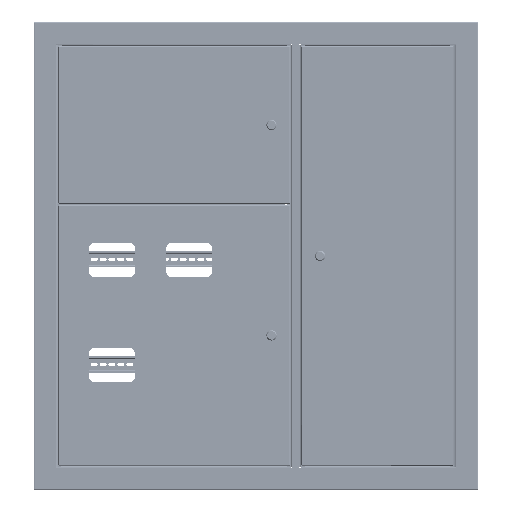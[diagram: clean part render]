
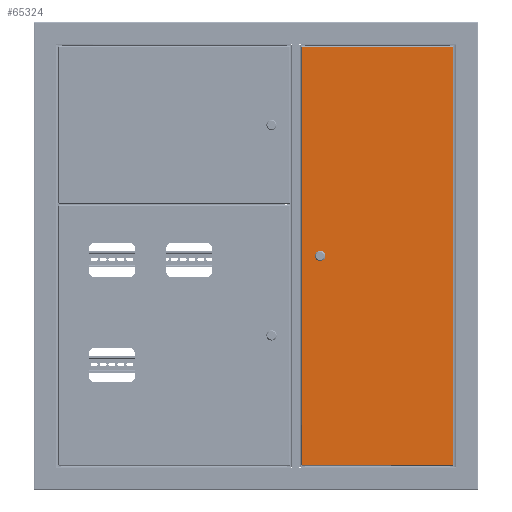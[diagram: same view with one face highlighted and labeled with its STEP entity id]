
A CAD part, top view. The second image highlights one B-rep face of the part: STEP entity #65324.
In plain terms, the highlighted planar face has unit normal (0, 0, 1).
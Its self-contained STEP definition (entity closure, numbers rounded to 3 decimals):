
#2247 = CIRCLE ( 'NONE', #70762, 9.25 ) ;
#2285 = CARTESIAN_POINT ( 'NONE',  ( 894.7, 324., 0. ) ) ;
#2416 = DIRECTION ( 'NONE',  ( -1., 0., 0. ) ) ;
#4776 = VECTOR ( 'NONE', #26201, 1000. ) ;
#5222 = LINE ( 'NONE', #33991, #4776 ) ;
#7921 = CARTESIAN_POINT ( 'NONE',  ( 451.849, 48.5, 0. ) ) ;
#8799 = CARTESIAN_POINT ( 'NONE',  ( 448.2, 40., 0. ) ) ;
#11938 = EDGE_CURVE ( 'NONE', #48286, #22434, #2247, .T. ) ;
#12491 = DIRECTION ( 'NONE',  ( 0., 0., -1. ) ) ;
#13342 = EDGE_LOOP ( 'NONE', ( #89226, #52308, #33463, #68706 ) ) ;
#13734 = DIRECTION ( 'NONE',  ( 1., 0., 0. ) ) ;
#14450 = FACE_BOUND ( 'NONE', #61273, .T. ) ;
#18183 = AXIS2_PLACEMENT_3D ( 'NONE', #84332, #12491, #69527 ) ;
#19418 = ORIENTED_EDGE ( 'NONE', *, *, #49223, .F. ) ;
#19921 = DIRECTION ( 'NONE',  ( 0., 1., 0. ) ) ;
#22434 = VERTEX_POINT ( 'NONE', #75283 ) ;
#24112 = ORIENTED_EDGE ( 'NONE', *, *, #50227, .F. ) ;
#24912 = ORIENTED_EDGE ( 'NONE', *, *, #76999, .F. ) ;
#24981 = DIRECTION ( 'NONE',  ( 0., -1., 0. ) ) ;
#26201 = DIRECTION ( 'NONE',  ( 1., 0., 0. ) ) ;
#26339 = CARTESIAN_POINT ( 'NONE',  ( 894.7, 0., 0. ) ) ;
#27417 = EDGE_CURVE ( 'NONE', #88173, #78948, #88919, .T. ) ;
#29810 = DIRECTION ( 'NONE',  ( 0., 0., 1. ) ) ;
#31414 = CARTESIAN_POINT ( 'NONE',  ( 1.7, 324.293, 0. ) ) ;
#33383 = VERTEX_POINT ( 'NONE', #45407 ) ;
#33463 = ORIENTED_EDGE ( 'NONE', *, *, #68760, .T. ) ;
#33991 = CARTESIAN_POINT ( 'NONE',  ( 1.7, 1.7, 0. ) ) ;
#37143 = LINE ( 'NONE', #64957, #37154 ) ;
#37154 = VECTOR ( 'NONE', #2416, 1000. ) ;
#40338 = VERTEX_POINT ( 'NONE', #60770 ) ;
#40389 = CARTESIAN_POINT ( 'NONE',  ( 448.2, 40., 0. ) ) ;
#41902 = ORIENTED_EDGE ( 'NONE', *, *, #67020, .F. ) ;
#42040 = CIRCLE ( 'NONE', #76815, 9.25 ) ;
#44915 = ORIENTED_EDGE ( 'NONE', *, *, #11938, .F. ) ;
#45407 = CARTESIAN_POINT ( 'NONE',  ( 444.551, 31.5, 0. ) ) ;
#45549 = CARTESIAN_POINT ( 'NONE',  ( 451.849, 31.5, 0. ) ) ;
#46048 = CARTESIAN_POINT ( 'NONE',  ( 894.7, 1.7, 0. ) ) ;
#46260 = VERTEX_POINT ( 'NONE', #81795 ) ;
#47023 = DIRECTION ( 'NONE',  ( 1., 0., 0. ) ) ;
#48286 = VERTEX_POINT ( 'NONE', #45549 ) ;
#49223 = EDGE_CURVE ( 'NONE', #33383, #48286, #53852, .T. ) ;
#49334 = CARTESIAN_POINT ( 'NONE',  ( 448.2, 40., 0. ) ) ;
#49881 = AXIS2_PLACEMENT_3D ( 'NONE', #8799, #29810, #64030 ) ;
#50066 = VERTEX_POINT ( 'NONE', #7921 ) ;
#50227 = EDGE_CURVE ( 'NONE', #22434, #50066, #89274, .T. ) ;
#51134 = EDGE_CURVE ( 'NONE', #58028, #88173, #5222, .T. ) ;
#52308 = ORIENTED_EDGE ( 'NONE', *, *, #27417, .T. ) ;
#52437 = EDGE_CURVE ( 'NONE', #40338, #58028, #74731, .T. ) ;
#53852 = LINE ( 'NONE', #73956, #70210 ) ;
#56446 = PLANE ( 'NONE',  #18183 ) ;
#58028 = VERTEX_POINT ( 'NONE', #76045 ) ;
#60770 = CARTESIAN_POINT ( 'NONE',  ( 1.7, 324., 0. ) ) ;
#61273 = EDGE_LOOP ( 'NONE', ( #41902, #24112, #44915, #19418, #24912 ) ) ;
#64030 = DIRECTION ( 'NONE',  ( 1., 0., 0. ) ) ;
#64957 = CARTESIAN_POINT ( 'NONE',  ( 894.993, 324., 0. ) ) ;
#65324 = ADVANCED_FACE ( 'NONE', ( #14450, #70147 ), #56446, .F. ) ;
#66735 = LINE ( 'NONE', #79995, #84059 ) ;
#67020 = EDGE_CURVE ( 'NONE', #50066, #46260, #66735, .T. ) ;
#68210 = DIRECTION ( 'NONE',  ( 1., 0., 0. ) ) ;
#68508 = DIRECTION ( 'NONE',  ( 0., 0., 1. ) ) ;
#68706 = ORIENTED_EDGE ( 'NONE', *, *, #52437, .T. ) ;
#68760 = EDGE_CURVE ( 'NONE', #78948, #40338, #37143, .T. ) ;
#69527 = DIRECTION ( 'NONE',  ( -1., 0., 0. ) ) ;
#70147 = FACE_OUTER_BOUND ( 'NONE', #13342, .T. ) ;
#70210 = VECTOR ( 'NONE', #47023, 1000. ) ;
#70762 = AXIS2_PLACEMENT_3D ( 'NONE', #40389, #87905, #68210 ) ;
#73956 = CARTESIAN_POINT ( 'NONE',  ( 451.849, 31.5, 0. ) ) ;
#74731 = LINE ( 'NONE', #31414, #77718 ) ;
#75283 = CARTESIAN_POINT ( 'NONE',  ( 457.45, 40., 0. ) ) ;
#76045 = CARTESIAN_POINT ( 'NONE',  ( 1.7, 1.7, 0. ) ) ;
#76815 = AXIS2_PLACEMENT_3D ( 'NONE', #49334, #68508, #13734 ) ;
#76999 = EDGE_CURVE ( 'NONE', #46260, #33383, #42040, .T. ) ;
#77718 = VECTOR ( 'NONE', #24981, 1000. ) ;
#78948 = VERTEX_POINT ( 'NONE', #2285 ) ;
#79995 = CARTESIAN_POINT ( 'NONE',  ( 451.849, 48.5, 0. ) ) ;
#80332 = VECTOR ( 'NONE', #19921, 1000. ) ;
#80884 = DIRECTION ( 'NONE',  ( -1., 0., 0. ) ) ;
#81795 = CARTESIAN_POINT ( 'NONE',  ( 444.551, 48.5, 0. ) ) ;
#84059 = VECTOR ( 'NONE', #80884, 1000. ) ;
#84332 = CARTESIAN_POINT ( 'NONE',  ( 0., 325.7, 0. ) ) ;
#87905 = DIRECTION ( 'NONE',  ( 0., 0., 1. ) ) ;
#88173 = VERTEX_POINT ( 'NONE', #46048 ) ;
#88919 = LINE ( 'NONE', #26339, #80332 ) ;
#89226 = ORIENTED_EDGE ( 'NONE', *, *, #51134, .T. ) ;
#89274 = CIRCLE ( 'NONE', #49881, 9.25 ) ;
